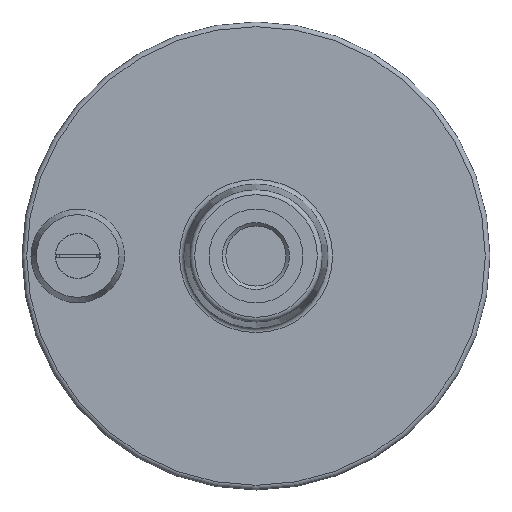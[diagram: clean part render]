
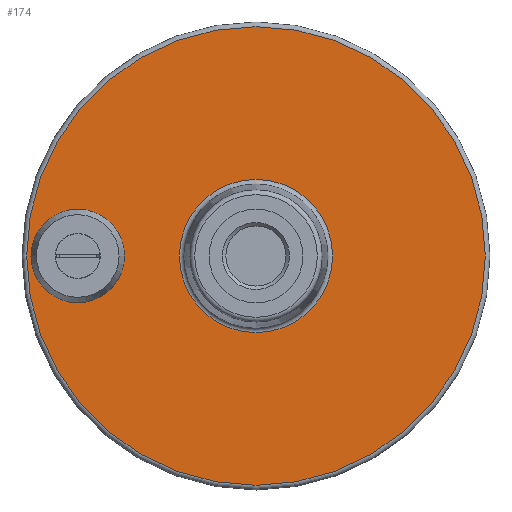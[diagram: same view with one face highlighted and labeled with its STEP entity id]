
A CAD part, front view. The second image highlights one B-rep face of the part: STEP entity #174.
In plain terms, the highlighted planar face has unit normal (0, -1, 0).
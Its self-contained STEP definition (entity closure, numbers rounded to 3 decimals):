
#174 = ADVANCED_FACE( '', ( #391, #392, #393 ), #394, .F. );
#391 = FACE_OUTER_BOUND( '', #649, .T. );
#392 = FACE_BOUND( '', #650, .T. );
#393 = FACE_BOUND( '', #651, .T. );
#394 = PLANE( '', #652 );
#649 = EDGE_LOOP( '', ( #1081 ) );
#650 = EDGE_LOOP( '', ( #1082 ) );
#651 = EDGE_LOOP( '', ( #1083 ) );
#652 = AXIS2_PLACEMENT_3D( '', #1084, #1085, #1086 );
#1081 = ORIENTED_EDGE( '', *, *, #1474, .F. );
#1082 = ORIENTED_EDGE( '', *, *, #1475, .F. );
#1083 = ORIENTED_EDGE( '', *, *, #1400, .T. );
#1084 = CARTESIAN_POINT( '', ( 27.091, -3.5, 0. ) );
#1085 = DIRECTION( '', ( 0., 1., 0. ) );
#1086 = DIRECTION( '', ( 0., 0., 1. ) );
#1400 = EDGE_CURVE( '', #1665, #1665, #1666, .T. );
#1474 = EDGE_CURVE( '', #1772, #1772, #1773, .T. );
#1475 = EDGE_CURVE( '', #1774, #1774, #1775, .F. );
#1665 = VERTEX_POINT( '', #2100 );
#1666 = CIRCLE( '', #2101, 20.409 );
#1772 = VERTEX_POINT( '', #2504 );
#1773 = CIRCLE( '', #2505, 61.104 );
#1774 = VERTEX_POINT( '', #2506 );
#1775 = CIRCLE( '', #2507, 12.456 );
#2100 = CARTESIAN_POINT( '', ( 47.5, -3.5, 20.409 ) );
#2101 = AXIS2_PLACEMENT_3D( '', #2755, #2756, #2757 );
#2504 = CARTESIAN_POINT( '', ( 47.5, -3.5, 61.104 ) );
#2505 = AXIS2_PLACEMENT_3D( '', #2844, #2845, #2846 );
#2506 = CARTESIAN_POINT( '', ( 0., -3.5, 12.456 ) );
#2507 = AXIS2_PLACEMENT_3D( '', #2847, #2848, #2849 );
#2755 = CARTESIAN_POINT( '', ( 47.5, -3.5, 0. ) );
#2756 = DIRECTION( '', ( 0., 1., 0. ) );
#2757 = DIRECTION( '', ( 0., 0., 1. ) );
#2844 = CARTESIAN_POINT( '', ( 47.5, -3.5, 0. ) );
#2845 = DIRECTION( '', ( 0., 1., 0. ) );
#2846 = DIRECTION( '', ( 0., 0., 1. ) );
#2847 = CARTESIAN_POINT( '', ( 0., -3.5, 0. ) );
#2848 = DIRECTION( '', ( 0., 1., 0. ) );
#2849 = DIRECTION( '', ( 0., 0., 1. ) );
